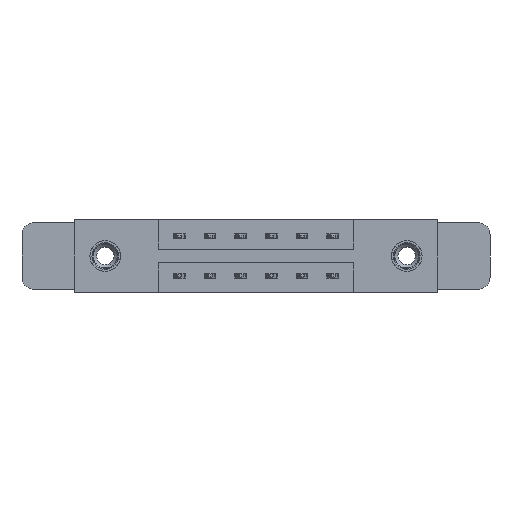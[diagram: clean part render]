
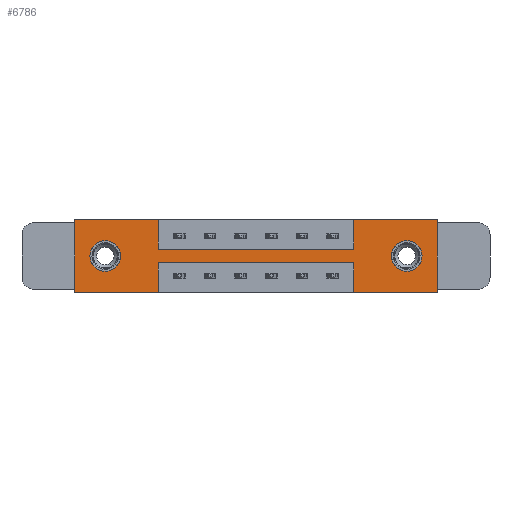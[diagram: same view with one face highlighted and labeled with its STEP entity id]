
A CAD part, front view. The second image highlights one B-rep face of the part: STEP entity #6786.
In plain terms, the highlighted planar face has unit normal (0, -1, 0).
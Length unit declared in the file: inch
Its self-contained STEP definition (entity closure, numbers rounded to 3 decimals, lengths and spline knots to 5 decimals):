
#42 = VECTOR ( 'NONE', #658, 39.37008 ) ;
#188 = VERTEX_POINT ( 'NONE', #10788 ) ;
#240 = CARTESIAN_POINT ( 'NONE',  ( 1.417, 0., -0.37 ) ) ;
#268 = VECTOR ( 'NONE', #5607, 39.37008 ) ;
#326 = CARTESIAN_POINT ( 'NONE',  ( 0.425, 0., -0.37 ) ) ;
#368 = EDGE_CURVE ( 'NONE', #2928, #3711, #6998, .T. ) ;
#584 = CIRCLE ( 'NONE', #4006, 0.078 ) ;
#658 = DIRECTION ( 'NONE',  ( 0., 0., -1. ) ) ;
#682 = CARTESIAN_POINT ( 'NONE',  ( 1.417, 0., 0. ) ) ;
#783 = DIRECTION ( 'NONE',  ( 1., 0., 0. ) ) ;
#818 = CARTESIAN_POINT ( 'NONE',  ( 0.155, 0., -0.185 ) ) ;
#874 = ORIENTED_EDGE ( 'NONE', *, *, #8641, .F. ) ;
#914 = VECTOR ( 'NONE', #9808, 39.37008 ) ;
#1215 = CARTESIAN_POINT ( 'NONE',  ( 0.425, 0., -0.22 ) ) ;
#1258 = LINE ( 'NONE', #1263, #1972 ) ;
#1263 = CARTESIAN_POINT ( 'NONE',  ( 1.417, 0., -0.37 ) ) ;
#1511 = ORIENTED_EDGE ( 'NONE', *, *, #9499, .T. ) ;
#1566 = LINE ( 'NONE', #6187, #6682 ) ;
#1628 = LINE ( 'NONE', #10538, #8203 ) ;
#1845 = AXIS2_PLACEMENT_3D ( 'NONE', #2521, #2403, #11714 ) ;
#1923 = CARTESIAN_POINT ( 'NONE',  ( 1.842, 0., -0.37 ) ) ;
#1964 = DIRECTION ( 'NONE',  ( 0., 0., 1. ) ) ;
#1972 = VECTOR ( 'NONE', #10547, 39.37008 ) ;
#2250 = VECTOR ( 'NONE', #1964, 39.37008 ) ;
#2302 = CARTESIAN_POINT ( 'NONE',  ( 0., 0., -0.37 ) ) ;
#2403 = DIRECTION ( 'NONE',  ( 0., 1., 0. ) ) ;
#2521 = CARTESIAN_POINT ( 'NONE',  ( 1.687, 0., -0.185 ) ) ;
#2548 = DIRECTION ( 'NONE',  ( 0., -1., 0. ) ) ;
#2576 = CARTESIAN_POINT ( 'NONE',  ( 1.417, 0., -0.22 ) ) ;
#2605 = LINE ( 'NONE', #326, #7268 ) ;
#2608 = EDGE_CURVE ( 'NONE', #188, #3562, #3625, .T. ) ;
#2633 = CARTESIAN_POINT ( 'NONE',  ( 0.155, 0., -0.263 ) ) ;
#2660 = ORIENTED_EDGE ( 'NONE', *, *, #6471, .F. ) ;
#2759 = VERTEX_POINT ( 'NONE', #7780 ) ;
#2928 = VERTEX_POINT ( 'NONE', #7914 ) ;
#3100 = LINE ( 'NONE', #10024, #42 ) ;
#3238 = VERTEX_POINT ( 'NONE', #1215 ) ;
#3337 = DIRECTION ( 'NONE',  ( 0., 1., 0. ) ) ;
#3415 = CIRCLE ( 'NONE', #1845, 0.078 ) ;
#3562 = VERTEX_POINT ( 'NONE', #2633 ) ;
#3625 = CIRCLE ( 'NONE', #4680, 0.078 ) ;
#3710 = CIRCLE ( 'NONE', #10328, 0.078 ) ;
#3711 = VERTEX_POINT ( 'NONE', #8130 ) ;
#3873 = ORIENTED_EDGE ( 'NONE', *, *, #9482, .F. ) ;
#3989 = VERTEX_POINT ( 'NONE', #240 ) ;
#4006 = AXIS2_PLACEMENT_3D ( 'NONE', #818, #10947, #4498 ) ;
#4094 = AXIS2_PLACEMENT_3D ( 'NONE', #7197, #2548, #8124 ) ;
#4265 = VERTEX_POINT ( 'NONE', #2576 ) ;
#4366 = VECTOR ( 'NONE', #8141, 39.37008 ) ;
#4388 = LINE ( 'NONE', #11235, #6269 ) ;
#4422 = ORIENTED_EDGE ( 'NONE', *, *, #6887, .F. ) ;
#4446 = ORIENTED_EDGE ( 'NONE', *, *, #5667, .F. ) ;
#4498 = DIRECTION ( 'NONE',  ( 0., 0., 1. ) ) ;
#4511 = CARTESIAN_POINT ( 'NONE',  ( 0.425, 0., -0.22 ) ) ;
#4538 = CARTESIAN_POINT ( 'NONE',  ( 1.687, 0., -0.107 ) ) ;
#4602 = VERTEX_POINT ( 'NONE', #6696 ) ;
#4680 = AXIS2_PLACEMENT_3D ( 'NONE', #8357, #6656, #11085 ) ;
#4732 = EDGE_CURVE ( 'NONE', #3989, #4265, #1258, .T. ) ;
#4756 = CARTESIAN_POINT ( 'NONE',  ( 0.425, 0., -0.15 ) ) ;
#4825 = DIRECTION ( 'NONE',  ( 1., 0., 0. ) ) ;
#4897 = LINE ( 'NONE', #9469, #2250 ) ;
#4942 = LINE ( 'NONE', #9899, #4366 ) ;
#5607 = DIRECTION ( 'NONE',  ( -1., 0., 0. ) ) ;
#5653 = FACE_OUTER_BOUND ( 'NONE', #7733, .T. ) ;
#5667 = EDGE_CURVE ( 'NONE', #3711, #7688, #4388, .T. ) ;
#5702 = DIRECTION ( 'NONE',  ( 0., 0., 1. ) ) ;
#5738 = ORIENTED_EDGE ( 'NONE', *, *, #4732, .F. ) ;
#5760 = EDGE_CURVE ( 'NONE', #3562, #188, #584, .T. ) ;
#5881 = ORIENTED_EDGE ( 'NONE', *, *, #5760, .T. ) ;
#6158 = EDGE_CURVE ( 'NONE', #10219, #7164, #4942, .T. ) ;
#6187 = CARTESIAN_POINT ( 'NONE',  ( 0., 0., 0. ) ) ;
#6198 = VERTEX_POINT ( 'NONE', #11016 ) ;
#6254 = DIRECTION ( 'NONE',  ( 1., 0., 0. ) ) ;
#6269 = VECTOR ( 'NONE', #783, 39.37008 ) ;
#6301 = ORIENTED_EDGE ( 'NONE', *, *, #6716, .F. ) ;
#6363 = CARTESIAN_POINT ( 'NONE',  ( 0.425, 0., 0. ) ) ;
#6451 = LINE ( 'NONE', #2302, #914 ) ;
#6453 = ORIENTED_EDGE ( 'NONE', *, *, #10747, .F. ) ;
#6471 = EDGE_CURVE ( 'NONE', #3238, #10219, #2605, .T. ) ;
#6656 = DIRECTION ( 'NONE',  ( 0., 1., 0. ) ) ;
#6682 = VECTOR ( 'NONE', #6254, 39.37008 ) ;
#6696 = CARTESIAN_POINT ( 'NONE',  ( 0., 0., 0. ) ) ;
#6716 = EDGE_CURVE ( 'NONE', #4602, #7445, #1566, .T. ) ;
#6786 = ADVANCED_FACE ( 'NONE', ( #10992, #9125, #5653 ), #11705, .T. ) ;
#6855 = ORIENTED_EDGE ( 'NONE', *, *, #368, .F. ) ;
#6887 = EDGE_CURVE ( 'NONE', #4265, #3238, #7394, .T. ) ;
#6998 = LINE ( 'NONE', #682, #9858 ) ;
#7042 = ORIENTED_EDGE ( 'NONE', *, *, #9512, .T. ) ;
#7164 = VERTEX_POINT ( 'NONE', #8796 ) ;
#7197 = CARTESIAN_POINT ( 'NONE',  ( 0., 0., -0.37 ) ) ;
#7212 = LINE ( 'NONE', #4756, #10805 ) ;
#7268 = VECTOR ( 'NONE', #9487, 39.37008 ) ;
#7394 = LINE ( 'NONE', #4511, #268 ) ;
#7445 = VERTEX_POINT ( 'NONE', #6363 ) ;
#7688 = VERTEX_POINT ( 'NONE', #10143 ) ;
#7733 = EDGE_LOOP ( 'NONE', ( #2660, #4422, #5738, #10588, #6453, #4446, #6855, #11920, #3873, #6301, #874, #8182 ) ) ;
#7780 = CARTESIAN_POINT ( 'NONE',  ( 1.687, 0., -0.263 ) ) ;
#7819 = EDGE_LOOP ( 'NONE', ( #7864, #5881 ) ) ;
#7864 = ORIENTED_EDGE ( 'NONE', *, *, #2608, .T. ) ;
#7914 = CARTESIAN_POINT ( 'NONE',  ( 1.417, 0., -0.15 ) ) ;
#8124 = DIRECTION ( 'NONE',  ( 0., 0., -1. ) ) ;
#8130 = CARTESIAN_POINT ( 'NONE',  ( 1.417, 0., 0. ) ) ;
#8141 = DIRECTION ( 'NONE',  ( -1., 0., 0. ) ) ;
#8182 = ORIENTED_EDGE ( 'NONE', *, *, #6158, .F. ) ;
#8203 = VECTOR ( 'NONE', #10852, 39.37008 ) ;
#8357 = CARTESIAN_POINT ( 'NONE',  ( 0.155, 0., -0.185 ) ) ;
#8485 = VERTEX_POINT ( 'NONE', #1923 ) ;
#8591 = EDGE_CURVE ( 'NONE', #6198, #2928, #7212, .T. ) ;
#8641 = EDGE_CURVE ( 'NONE', #7164, #4602, #4897, .T. ) ;
#8796 = CARTESIAN_POINT ( 'NONE',  ( 0., 0., -0.37 ) ) ;
#9038 = VERTEX_POINT ( 'NONE', #4538 ) ;
#9125 = FACE_BOUND ( 'NONE', #7819, .T. ) ;
#9308 = EDGE_LOOP ( 'NONE', ( #1511, #7042 ) ) ;
#9469 = CARTESIAN_POINT ( 'NONE',  ( 0., 0., 0. ) ) ;
#9482 = EDGE_CURVE ( 'NONE', #7445, #6198, #1628, .T. ) ;
#9487 = DIRECTION ( 'NONE',  ( 0., 0., -1. ) ) ;
#9499 = EDGE_CURVE ( 'NONE', #9038, #2759, #3710, .T. ) ;
#9512 = EDGE_CURVE ( 'NONE', #2759, #9038, #3415, .T. ) ;
#9808 = DIRECTION ( 'NONE',  ( -1., 0., 0. ) ) ;
#9838 = EDGE_CURVE ( 'NONE', #8485, #3989, #6451, .T. ) ;
#9858 = VECTOR ( 'NONE', #5702, 39.37008 ) ;
#9897 = DIRECTION ( 'NONE',  ( 0., 0., -1. ) ) ;
#9899 = CARTESIAN_POINT ( 'NONE',  ( 0., 0., -0.37 ) ) ;
#10024 = CARTESIAN_POINT ( 'NONE',  ( 1.842, 0., 0. ) ) ;
#10143 = CARTESIAN_POINT ( 'NONE',  ( 1.842, 0., 0. ) ) ;
#10159 = CARTESIAN_POINT ( 'NONE',  ( 0.425, 0., -0.37 ) ) ;
#10219 = VERTEX_POINT ( 'NONE', #10159 ) ;
#10328 = AXIS2_PLACEMENT_3D ( 'NONE', #10778, #3337, #9897 ) ;
#10538 = CARTESIAN_POINT ( 'NONE',  ( 0.425, 0., 0. ) ) ;
#10547 = DIRECTION ( 'NONE',  ( 0., 0., 1. ) ) ;
#10588 = ORIENTED_EDGE ( 'NONE', *, *, #9838, .F. ) ;
#10747 = EDGE_CURVE ( 'NONE', #7688, #8485, #3100, .T. ) ;
#10778 = CARTESIAN_POINT ( 'NONE',  ( 1.687, 0., -0.185 ) ) ;
#10788 = CARTESIAN_POINT ( 'NONE',  ( 0.155, 0., -0.107 ) ) ;
#10805 = VECTOR ( 'NONE', #4825, 39.37008 ) ;
#10852 = DIRECTION ( 'NONE',  ( 0., 0., -1. ) ) ;
#10947 = DIRECTION ( 'NONE',  ( 0., 1., 0. ) ) ;
#10992 = FACE_BOUND ( 'NONE', #9308, .T. ) ;
#11016 = CARTESIAN_POINT ( 'NONE',  ( 0.425, 0., -0.15 ) ) ;
#11085 = DIRECTION ( 'NONE',  ( 0., 0., 1. ) ) ;
#11235 = CARTESIAN_POINT ( 'NONE',  ( 0., 0., 0. ) ) ;
#11705 = PLANE ( 'NONE',  #4094 ) ;
#11714 = DIRECTION ( 'NONE',  ( 0., 0., -1. ) ) ;
#11920 = ORIENTED_EDGE ( 'NONE', *, *, #8591, .F. ) ;
